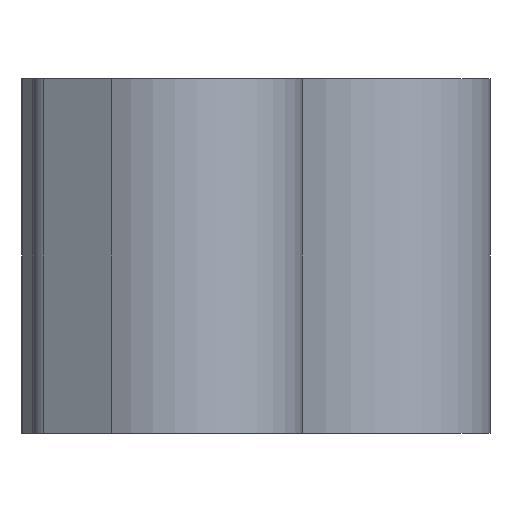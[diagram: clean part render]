
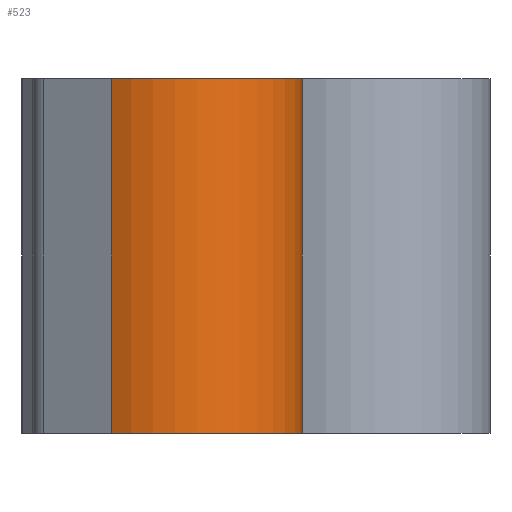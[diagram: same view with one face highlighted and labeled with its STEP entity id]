
A CAD part, left-side view. The second image highlights one B-rep face of the part: STEP entity #523.
In plain terms, the highlighted cylindrical face has radius 3.6 mm (diameter 7.2 mm), a partial arc.
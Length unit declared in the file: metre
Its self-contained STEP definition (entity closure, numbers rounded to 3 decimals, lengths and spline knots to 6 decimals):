
#23=CYLINDRICAL_SURFACE('',#593,0.0036);
#61=LINE('',#909,#103);
#67=LINE('',#924,#109);
#103=VECTOR('',#726,1.);
#109=VECTOR('',#742,1.);
#115=CIRCLE('',#548,0.0036);
#137=CIRCLE('',#572,0.0036);
#281=ORIENTED_EDGE('',*,*,#359,.T.);
#282=ORIENTED_EDGE('',*,*,#385,.F.);
#283=ORIENTED_EDGE('',*,*,#320,.F.);
#284=ORIENTED_EDGE('',*,*,#378,.T.);
#320=EDGE_CURVE('',#397,#398,#115,.F.);
#359=EDGE_CURVE('',#434,#433,#137,.F.);
#378=EDGE_CURVE('',#397,#434,#61,.T.);
#385=EDGE_CURVE('',#398,#433,#67,.T.);
#397=VERTEX_POINT('',#791);
#398=VERTEX_POINT('',#793);
#433=VERTEX_POINT('',#868);
#434=VERTEX_POINT('',#870);
#466=EDGE_LOOP('',(#281,#282,#283,#284));
#494=FACE_BOUND('',#466,.T.);
#523=ADVANCED_FACE('',(#494),#23,.T.);
#548=AXIS2_PLACEMENT_3D('',#792,#613,#614);
#572=AXIS2_PLACEMENT_3D('',#869,#678,#679);
#593=AXIS2_PLACEMENT_3D('',#923,#740,#741);
#613=DIRECTION('',(0.,0.,1.));
#614=DIRECTION('',(1.,0.,0.));
#678=DIRECTION('',(0.,0.,1.));
#679=DIRECTION('',(1.,0.,0.));
#726=DIRECTION('',(0.,0.,1.));
#740=DIRECTION('',(0.,0.,1.));
#741=DIRECTION('',(1.,0.,0.));
#742=DIRECTION('',(0.,0.,1.));
#791=CARTESIAN_POINT('',(-0.004536,-0.0016,0.));
#792=CARTESIAN_POINT('',(-0.004536,0.002,0.));
#793=CARTESIAN_POINT('',(-0.007654,0.0038,0.));
#868=CARTESIAN_POINT('',(-0.007654,0.0038,0.01));
#869=CARTESIAN_POINT('',(-0.004536,0.002,0.01));
#870=CARTESIAN_POINT('',(-0.004536,-0.0016,0.01));
#909=CARTESIAN_POINT('',(-0.004536,-0.0016,0.));
#923=CARTESIAN_POINT('',(-0.004536,0.002,0.));
#924=CARTESIAN_POINT('',(-0.007654,0.0038,0.));
